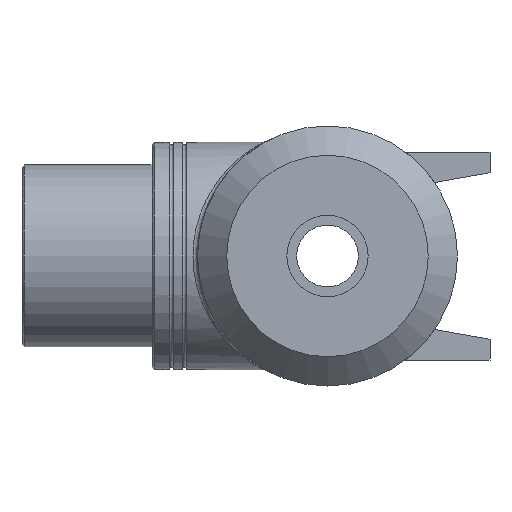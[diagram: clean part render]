
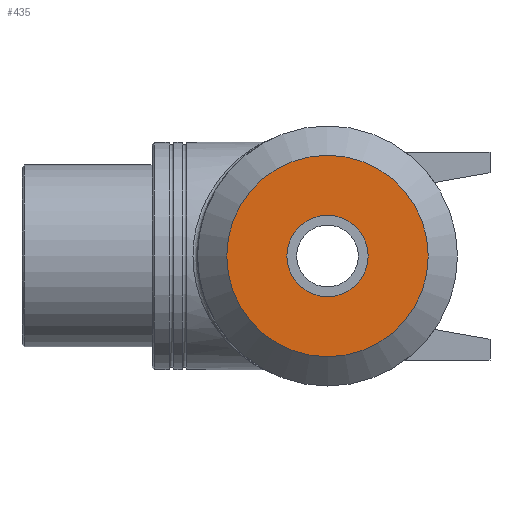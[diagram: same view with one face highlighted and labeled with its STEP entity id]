
A CAD part, left-side view. The second image highlights one B-rep face of the part: STEP entity #435.
In plain terms, the highlighted planar face has unit normal (-1, 0, 0).
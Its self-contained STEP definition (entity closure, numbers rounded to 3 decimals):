
#30=PLANE('',#485);
#91=FACE_BOUND('',#180,.T.);
#134=FACE_OUTER_BOUND('',#179,.T.);
#179=EDGE_LOOP('',(#390));
#180=EDGE_LOOP('',(#391));
#219=CIRCLE('',#486,31.);
#220=CIRCLE('',#487,12.5);
#258=VERTEX_POINT('',#956);
#259=VERTEX_POINT('',#958);
#306=EDGE_CURVE('',#258,#258,#219,.T.);
#307=EDGE_CURVE('',#259,#259,#220,.T.);
#390=ORIENTED_EDGE('',*,*,#306,.F.);
#391=ORIENTED_EDGE('',*,*,#307,.T.);
#435=ADVANCED_FACE('',(#134,#91),#30,.T.);
#485=AXIS2_PLACEMENT_3D('',#955,#602,#603);
#486=AXIS2_PLACEMENT_3D('',#957,#604,#605);
#487=AXIS2_PLACEMENT_3D('',#959,#606,#607);
#602=DIRECTION('center_axis',(-1.,0.,0.));
#603=DIRECTION('ref_axis',(0.,0.,1.));
#604=DIRECTION('center_axis',(1.,0.,0.));
#605=DIRECTION('ref_axis',(0.,0.,-1.));
#606=DIRECTION('center_axis',(1.,0.,0.));
#607=DIRECTION('ref_axis',(0.,0.,-1.));
#955=CARTESIAN_POINT('Origin',(-47.,31.,0.));
#956=CARTESIAN_POINT('',(-47.,31.,0.));
#957=CARTESIAN_POINT('Origin',(-47.,0.,0.));
#958=CARTESIAN_POINT('',(-47.,12.5,0.));
#959=CARTESIAN_POINT('Origin',(-47.,0.,0.));
